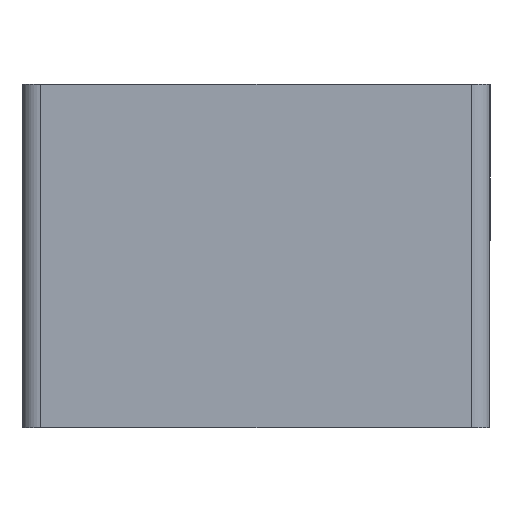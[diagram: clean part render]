
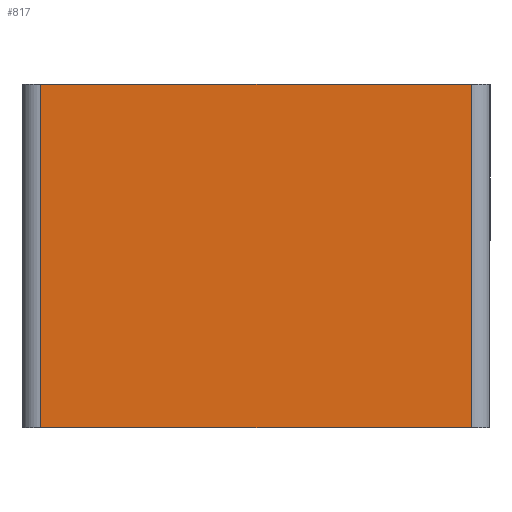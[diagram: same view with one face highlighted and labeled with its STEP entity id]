
A CAD part, left-side view. The second image highlights one B-rep face of the part: STEP entity #817.
In plain terms, the highlighted planar face has unit normal (-1, 0, 0).
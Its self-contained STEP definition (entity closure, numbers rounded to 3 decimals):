
#41=PLANE('',#910);
#89=FACE_OUTER_BOUND('',#148,.T.);
#148=EDGE_LOOP('',(#628,#629,#630,#631));
#192=LINE('',#1286,#269);
#194=LINE('',#1292,#271);
#195=LINE('',#1294,#272);
#196=LINE('',#1295,#273);
#269=VECTOR('',#1062,10.);
#271=VECTOR('',#1068,10.);
#272=VECTOR('',#1069,10.);
#273=VECTOR('',#1070,10.);
#394=VERTEX_POINT('',#1283);
#395=VERTEX_POINT('',#1285);
#397=VERTEX_POINT('',#1291);
#398=VERTEX_POINT('',#1293);
#481=EDGE_CURVE('',#394,#395,#192,.T.);
#484=EDGE_CURVE('',#394,#397,#194,.F.);
#485=EDGE_CURVE('',#398,#397,#195,.T.);
#486=EDGE_CURVE('',#398,#395,#196,.F.);
#628=ORIENTED_EDGE('',*,*,#481,.F.);
#629=ORIENTED_EDGE('',*,*,#484,.T.);
#630=ORIENTED_EDGE('',*,*,#485,.F.);
#631=ORIENTED_EDGE('',*,*,#486,.T.);
#817=ADVANCED_FACE('',(#89),#41,.F.);
#910=AXIS2_PLACEMENT_3D('',#1290,#1066,#1067);
#1062=DIRECTION('',(0.,0.,-1.));
#1066=DIRECTION('center_axis',(1.,0.,0.));
#1067=DIRECTION('ref_axis',(0.,1.,0.));
#1068=DIRECTION('',(0.,-1.,0.));
#1069=DIRECTION('',(0.,0.,1.));
#1070=DIRECTION('',(0.,1.,0.));
#1283=CARTESIAN_POINT('',(-30.,3.,35.));
#1285=CARTESIAN_POINT('',(-30.,3.,-20.));
#1286=CARTESIAN_POINT('',(-30.,3.,18.75));
#1290=CARTESIAN_POINT('Origin',(-30.,37.5,7.5));
#1291=CARTESIAN_POINT('',(-30.,72.,35.));
#1292=CARTESIAN_POINT('',(-30.,56.25,35.));
#1293=CARTESIAN_POINT('',(-30.,72.,-20.));
#1294=CARTESIAN_POINT('',(-30.,72.,5.25));
#1295=CARTESIAN_POINT('',(-30.,18.75,-20.));
